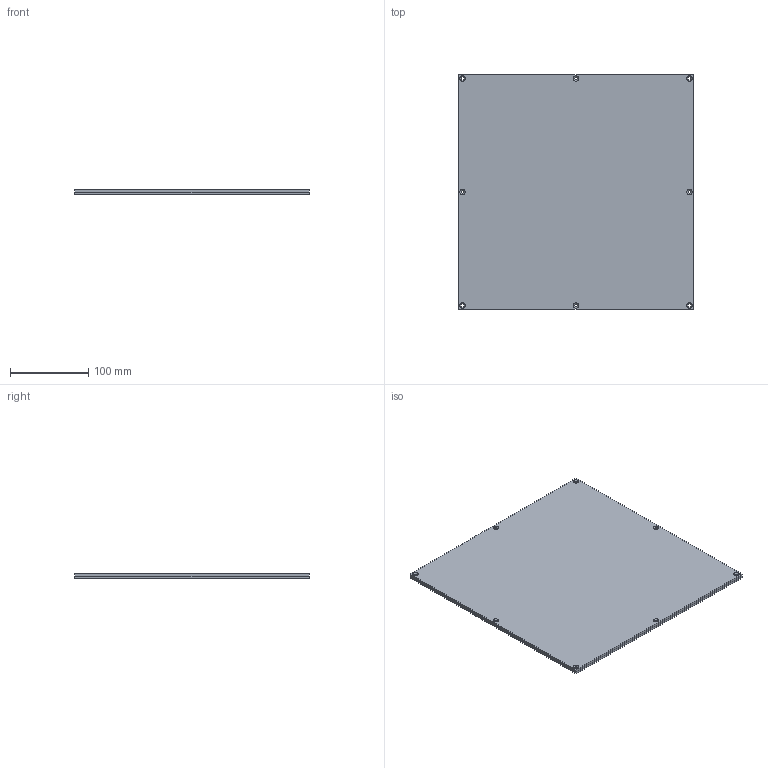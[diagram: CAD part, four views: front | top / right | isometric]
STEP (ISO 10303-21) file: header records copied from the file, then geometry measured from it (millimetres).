
FILE_DESCRIPTION(/* description */ (''),/* implementation_level */ '2;1');
FILE_NAME(/* name */ 'Heatbed v2.step',/* time_stamp */ '2020-10-20T11:40:56+02:00',/* author */ (''),/* organization */ (''),/* preprocessor_version */ 'ST-DEVELOPER v18.1',/* originating_system */ 'Autodesk Translation Framework v9.3.0.1241',/* authorisation */ '');
FILE_SCHEMA (('AUTOMOTIVE_DESIGN { 1 0 10303 214 3 1 1 }'));
Length unit declared in the file: millimetre
Products named in the file (1): Heatbed
Bounding box: 300 x 300 x 6 mm (x, y, z)
Volume: 539255.4 mm3; surface area: 367336.2 mm2
Topology: 2 solids, 2 shells, 36 faces, 88 edges, 56 vertices
Faces by surface type: cylinder 16, plane 12, cone 8
Full cylindrical faces by diameter (mm): 4 x16
Entity records: 1171 total; most frequent: DIRECTION 202, CARTESIAN_POINT 181, ORIENTED_EDGE 176, EDGE_CURVE 88, AXIS2_PLACEMENT_3D 77, EDGE_LOOP 68, VERTEX_POINT 56, LINE 48
